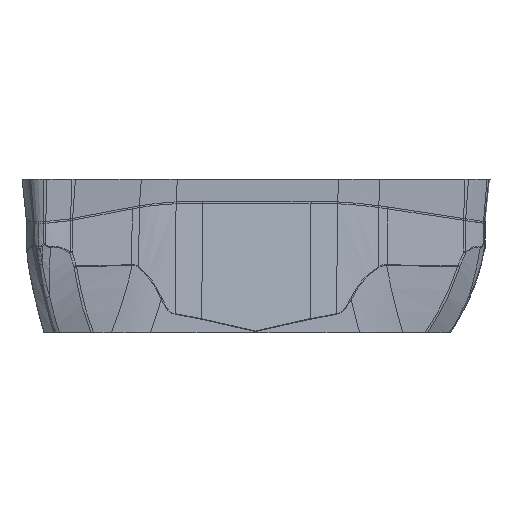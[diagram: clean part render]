
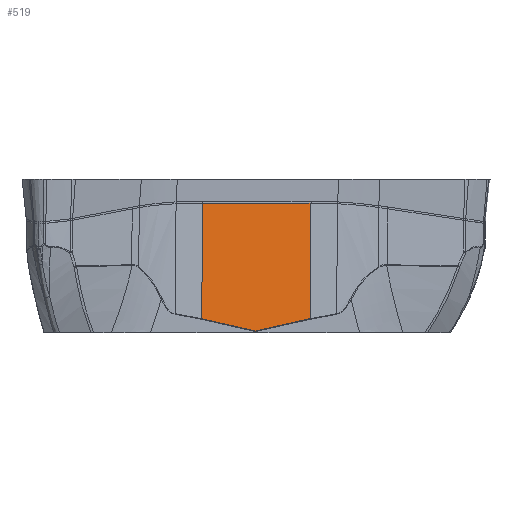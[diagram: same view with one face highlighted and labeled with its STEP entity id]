
A CAD part, front view. The second image highlights one B-rep face of the part: STEP entity #519.
In plain terms, the highlighted planar face has unit normal (0.5, -0.866, -0.018).
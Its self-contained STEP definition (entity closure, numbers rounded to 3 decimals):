
#359=PLANE('',#5214);
#519=ADVANCED_FACE('',(#884),#359,.T.);
#884=FACE_OUTER_BOUND('',#1210,.T.);
#1210=EDGE_LOOP('',(#2352,#2353,#2354,#2355,#2356));
#1472=LINE('',#10319,#1589);
#1473=LINE('',#10321,#1590);
#1474=LINE('',#10323,#1591);
#1589=VECTOR('',#5879,1.);
#1590=VECTOR('',#5880,1.);
#1591=VECTOR('',#5881,1.);
#2352=ORIENTED_EDGE('',*,*,#4063,.T.);
#2353=ORIENTED_EDGE('',*,*,#4064,.F.);
#2354=ORIENTED_EDGE('',*,*,#4065,.F.);
#2355=ORIENTED_EDGE('',*,*,#4066,.T.);
#2356=ORIENTED_EDGE('',*,*,#4067,.T.);
#3463=VERTEX_POINT('',#10312);
#3464=VERTEX_POINT('',#10313);
#3465=VERTEX_POINT('',#10318);
#3466=VERTEX_POINT('',#10320);
#3467=VERTEX_POINT('',#10322);
#4063=EDGE_CURVE('',#3463,#3464,#4856,.T.);
#4064=EDGE_CURVE('',#3465,#3464,#4857,.T.);
#4065=EDGE_CURVE('',#3466,#3465,#1472,.T.);
#4066=EDGE_CURVE('',#3466,#3467,#1473,.T.);
#4067=EDGE_CURVE('',#3467,#3463,#1474,.T.);
#4856=B_SPLINE_CURVE_WITH_KNOTS('',3,(#10308,#10309,#10310,#10311),
 .UNSPECIFIED.,.F.,.F.,(4,4),(0.,1.),.UNSPECIFIED.);
#4857=B_SPLINE_CURVE_WITH_KNOTS('',3,(#10314,#10315,#10316,#10317),
 .UNSPECIFIED.,.F.,.F.,(4,4),(0.,1.),.UNSPECIFIED.);
#5214=AXIS2_PLACEMENT_3D('',#10324,#5882,#5883);
#5879=DIRECTION('',(-0.009,0.015,-1.));
#5880=DIRECTION('',(-0.866,-0.5,0.));
#5881=DIRECTION('',(-0.009,0.015,-1.));
#5882=DIRECTION('',(0.5,-0.866,-0.017));
#5883=DIRECTION('',(0.009,-0.015,1.));
#10308=CARTESIAN_POINT('',(0.552,-5.832,-5.443));
#10309=CARTESIAN_POINT('',(1.254,-5.423,-5.605));
#10310=CARTESIAN_POINT('',(1.956,-5.014,-5.766));
#10311=CARTESIAN_POINT('',(2.659,-4.605,-5.924));
#10312=CARTESIAN_POINT('',(0.552,-5.832,-5.443));
#10313=CARTESIAN_POINT('',(2.659,-4.605,-5.924));
#10314=CARTESIAN_POINT('',(4.774,-3.394,-5.443));
#10315=CARTESIAN_POINT('',(4.069,-3.797,-5.605));
#10316=CARTESIAN_POINT('',(3.364,-4.201,-5.766));
#10317=CARTESIAN_POINT('',(2.659,-4.605,-5.924));
#10318=CARTESIAN_POINT('',(4.774,-3.394,-5.443));
#10319=CARTESIAN_POINT('',(4.814,-3.462,-0.9));
#10320=CARTESIAN_POINT('',(4.814,-3.462,-0.935));
#10321=CARTESIAN_POINT('',(0.591,-5.9,-0.935));
#10322=CARTESIAN_POINT('',(0.591,-5.9,-0.935));
#10323=CARTESIAN_POINT('',(0.591,-5.9,-0.9));
#10324=CARTESIAN_POINT('',(0.591,-5.9,-0.9));
